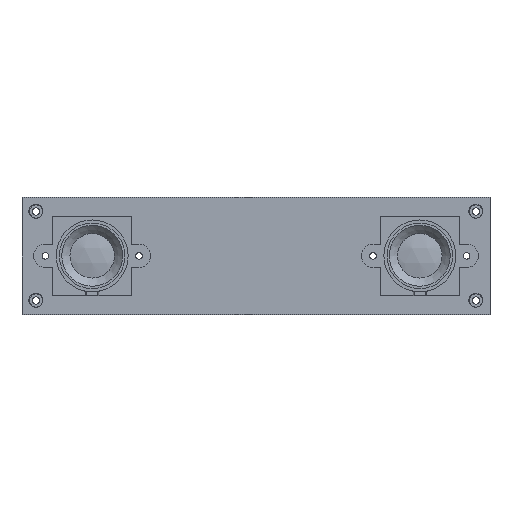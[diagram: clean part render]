
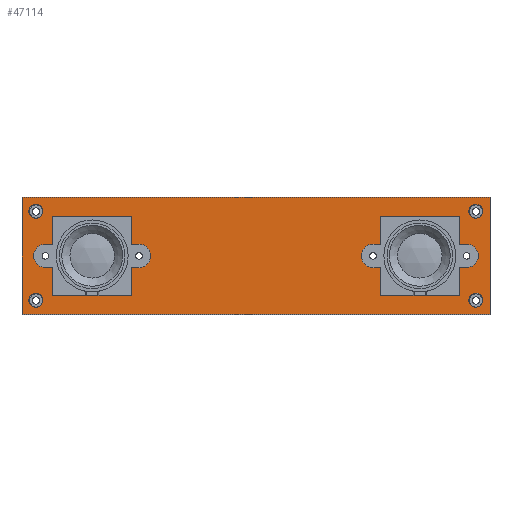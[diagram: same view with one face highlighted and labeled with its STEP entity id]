
A CAD part, top view. The second image highlights one B-rep face of the part: STEP entity #47114.
In plain terms, the highlighted planar face has unit normal (0, 0, 1).
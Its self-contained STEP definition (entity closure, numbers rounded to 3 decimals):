
#46914 = VERTEX_POINT('',#46915);
#46915 = CARTESIAN_POINT('',(206.022,-124.562,1.476));
#46921 = EDGE_CURVE('',#46914,#46922,#46924,.T.);
#46922 = VERTEX_POINT('',#46923);
#46923 = CARTESIAN_POINT('',(106.022,-124.562,1.476));
#46924 = LINE('',#46925,#46926);
#46925 = CARTESIAN_POINT('',(206.022,-124.562,1.476));
#46926 = VECTOR('',#46927,1.);
#46927 = DIRECTION('',(-1.,0.,0.));
#46954 = VERTEX_POINT('',#46955);
#46955 = CARTESIAN_POINT('',(206.022,-99.562,1.476));
#46961 = EDGE_CURVE('',#46954,#46914,#46962,.T.);
#46962 = LINE('',#46963,#46964);
#46963 = CARTESIAN_POINT('',(206.022,-99.562,1.476));
#46964 = VECTOR('',#46965,1.);
#46965 = DIRECTION('',(0.,-1.,0.));
#46983 = EDGE_CURVE('',#46922,#46984,#46986,.T.);
#46984 = VERTEX_POINT('',#46985);
#46985 = CARTESIAN_POINT('',(106.022,-99.562,1.476));
#46986 = LINE('',#46987,#46988);
#46987 = CARTESIAN_POINT('',(106.022,-124.562,1.476));
#46988 = VECTOR('',#46989,1.);
#46989 = DIRECTION('',(0.,1.,0.));
#47114 = ADVANCED_FACE('',(#47115,#47126,#47137,#47148,#47159,#47170,
    #47181,#47192,#47203),#47214,.T.);
#47115 = FACE_BOUND('',#47116,.T.);
#47116 = EDGE_LOOP('',(#47117,#47118,#47119,#47125));
#47117 = ORIENTED_EDGE('',*,*,#46921,.F.);
#47118 = ORIENTED_EDGE('',*,*,#46961,.F.);
#47119 = ORIENTED_EDGE('',*,*,#47120,.F.);
#47120 = EDGE_CURVE('',#46984,#46954,#47121,.T.);
#47121 = LINE('',#47122,#47123);
#47122 = CARTESIAN_POINT('',(106.022,-99.562,1.476));
#47123 = VECTOR('',#47124,1.);
#47124 = DIRECTION('',(1.,0.,0.));
#47125 = ORIENTED_EDGE('',*,*,#46983,.F.);
#47126 = FACE_BOUND('',#47127,.T.);
#47127 = EDGE_LOOP('',(#47128));
#47128 = ORIENTED_EDGE('',*,*,#47129,.T.);
#47129 = EDGE_CURVE('',#47130,#47130,#47132,.T.);
#47130 = VERTEX_POINT('',#47131);
#47131 = CARTESIAN_POINT('',(108.972,-123.012,1.476));
#47132 = CIRCLE('',#47133,1.5);
#47133 = AXIS2_PLACEMENT_3D('',#47134,#47135,#47136);
#47134 = CARTESIAN_POINT('',(108.972,-121.512,1.476));
#47135 = DIRECTION('',(-0.,0.,-1.));
#47136 = DIRECTION('',(-0.,-1.,0.));
#47137 = FACE_BOUND('',#47138,.T.);
#47138 = EDGE_LOOP('',(#47139));
#47139 = ORIENTED_EDGE('',*,*,#47140,.T.);
#47140 = EDGE_CURVE('',#47141,#47141,#47143,.T.);
#47141 = VERTEX_POINT('',#47142);
#47142 = CARTESIAN_POINT('',(111.022,-112.812,1.476));
#47143 = CIRCLE('',#47144,0.75);
#47144 = AXIS2_PLACEMENT_3D('',#47145,#47146,#47147);
#47145 = CARTESIAN_POINT('',(111.022,-112.062,1.476));
#47146 = DIRECTION('',(-0.,0.,-1.));
#47147 = DIRECTION('',(-0.,-1.,0.));
#47148 = FACE_BOUND('',#47149,.T.);
#47149 = EDGE_LOOP('',(#47150));
#47150 = ORIENTED_EDGE('',*,*,#47151,.T.);
#47151 = EDGE_CURVE('',#47152,#47152,#47154,.T.);
#47152 = VERTEX_POINT('',#47153);
#47153 = CARTESIAN_POINT('',(131.022,-112.812,1.476));
#47154 = CIRCLE('',#47155,0.75);
#47155 = AXIS2_PLACEMENT_3D('',#47156,#47157,#47158);
#47156 = CARTESIAN_POINT('',(131.022,-112.062,1.476));
#47157 = DIRECTION('',(-0.,0.,-1.));
#47158 = DIRECTION('',(-0.,-1.,0.));
#47159 = FACE_BOUND('',#47160,.T.);
#47160 = EDGE_LOOP('',(#47161));
#47161 = ORIENTED_EDGE('',*,*,#47162,.T.);
#47162 = EDGE_CURVE('',#47163,#47163,#47165,.T.);
#47163 = VERTEX_POINT('',#47164);
#47164 = CARTESIAN_POINT('',(202.972,-123.012,1.476));
#47165 = CIRCLE('',#47166,1.5);
#47166 = AXIS2_PLACEMENT_3D('',#47167,#47168,#47169);
#47167 = CARTESIAN_POINT('',(202.972,-121.512,1.476));
#47168 = DIRECTION('',(-0.,0.,-1.));
#47169 = DIRECTION('',(-0.,-1.,0.));
#47170 = FACE_BOUND('',#47171,.T.);
#47171 = EDGE_LOOP('',(#47172));
#47172 = ORIENTED_EDGE('',*,*,#47173,.T.);
#47173 = EDGE_CURVE('',#47174,#47174,#47176,.T.);
#47174 = VERTEX_POINT('',#47175);
#47175 = CARTESIAN_POINT('',(181.022,-112.812,1.476));
#47176 = CIRCLE('',#47177,0.75);
#47177 = AXIS2_PLACEMENT_3D('',#47178,#47179,#47180);
#47178 = CARTESIAN_POINT('',(181.022,-112.062,1.476));
#47179 = DIRECTION('',(-0.,0.,-1.));
#47180 = DIRECTION('',(-0.,-1.,0.));
#47181 = FACE_BOUND('',#47182,.T.);
#47182 = EDGE_LOOP('',(#47183));
#47183 = ORIENTED_EDGE('',*,*,#47184,.T.);
#47184 = EDGE_CURVE('',#47185,#47185,#47187,.T.);
#47185 = VERTEX_POINT('',#47186);
#47186 = CARTESIAN_POINT('',(201.022,-112.812,1.476));
#47187 = CIRCLE('',#47188,0.75);
#47188 = AXIS2_PLACEMENT_3D('',#47189,#47190,#47191);
#47189 = CARTESIAN_POINT('',(201.022,-112.062,1.476));
#47190 = DIRECTION('',(-0.,0.,-1.));
#47191 = DIRECTION('',(-0.,-1.,0.));
#47192 = FACE_BOUND('',#47193,.T.);
#47193 = EDGE_LOOP('',(#47194));
#47194 = ORIENTED_EDGE('',*,*,#47195,.T.);
#47195 = EDGE_CURVE('',#47196,#47196,#47198,.T.);
#47196 = VERTEX_POINT('',#47197);
#47197 = CARTESIAN_POINT('',(108.972,-104.012,1.476));
#47198 = CIRCLE('',#47199,1.5);
#47199 = AXIS2_PLACEMENT_3D('',#47200,#47201,#47202);
#47200 = CARTESIAN_POINT('',(108.972,-102.512,1.476));
#47201 = DIRECTION('',(-0.,0.,-1.));
#47202 = DIRECTION('',(-0.,-1.,0.));
#47203 = FACE_BOUND('',#47204,.T.);
#47204 = EDGE_LOOP('',(#47205));
#47205 = ORIENTED_EDGE('',*,*,#47206,.T.);
#47206 = EDGE_CURVE('',#47207,#47207,#47209,.T.);
#47207 = VERTEX_POINT('',#47208);
#47208 = CARTESIAN_POINT('',(202.972,-104.012,1.476));
#47209 = CIRCLE('',#47210,1.5);
#47210 = AXIS2_PLACEMENT_3D('',#47211,#47212,#47213);
#47211 = CARTESIAN_POINT('',(202.972,-102.512,1.476));
#47212 = DIRECTION('',(-0.,0.,-1.));
#47213 = DIRECTION('',(-0.,-1.,0.));
#47214 = PLANE('',#47215);
#47215 = AXIS2_PLACEMENT_3D('',#47216,#47217,#47218);
#47216 = CARTESIAN_POINT('',(0.,0.,1.476));
#47217 = DIRECTION('',(0.,0.,1.));
#47218 = DIRECTION('',(1.,0.,-0.));
